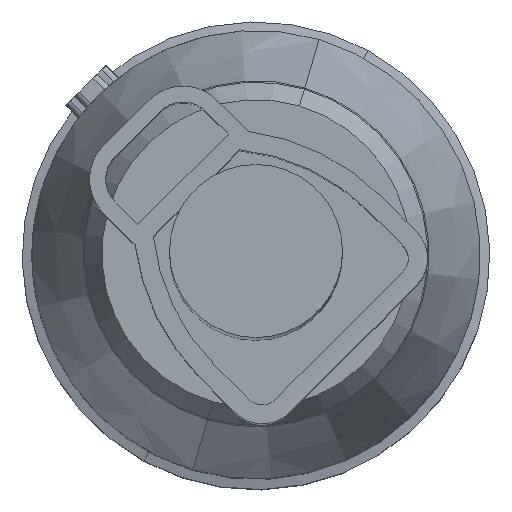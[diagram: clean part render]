
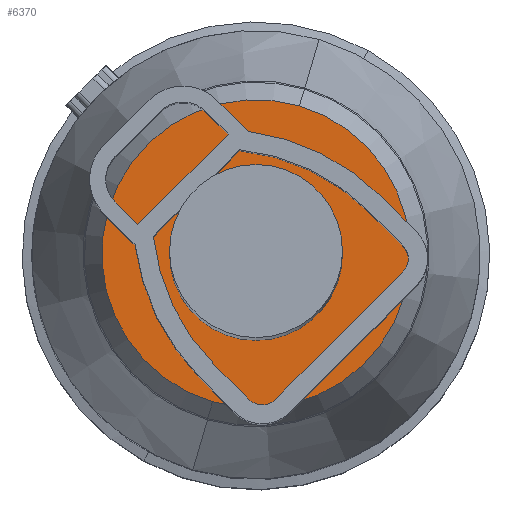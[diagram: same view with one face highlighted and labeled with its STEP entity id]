
A CAD part, top view. The second image highlights one B-rep face of the part: STEP entity #6370.
In plain terms, the highlighted planar face has unit normal (0, 0, 1).
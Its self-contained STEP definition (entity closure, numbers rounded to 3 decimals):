
#6255=AXIS2_PLACEMENT_3D('Circle Axis2P3D',#6253,#6254,$) ;
#6316=AXIS2_PLACEMENT_3D('Circle Axis2P3D',#6314,#6315,$) ;
#6346=AXIS2_PLACEMENT_3D('Plane Axis2P3D',#6343,#6344,#6345) ;
#6350=AXIS2_PLACEMENT_3D('Circle Axis2P3D',#6348,#6349,$) ;
#6359=AXIS2_PLACEMENT_3D('Circle Axis2P3D',#6357,#6358,$) ;
#6248=CARTESIAN_POINT('Vertex',(10.,7.3,44.)) ;
#6253=CARTESIAN_POINT('Axis2P3D Location',(7.3,7.3,44.)) ;
#6257=CARTESIAN_POINT('Vertex',(4.6,7.3,44.)) ;
#6314=CARTESIAN_POINT('Axis2P3D Location',(7.3,7.3,44.)) ;
#6343=CARTESIAN_POINT('Axis2P3D Location',(10.702,10.702,44.)) ;
#6348=CARTESIAN_POINT('Axis2P3D Location',(7.3,7.3,44.)) ;
#6352=CARTESIAN_POINT('Vertex',(8.655,11.917,44.)) ;
#6354=CARTESIAN_POINT('Vertex',(5.945,2.683,44.)) ;
#6357=CARTESIAN_POINT('Axis2P3D Location',(7.3,7.3,44.)) ;
#6254=DIRECTION('Axis2P3D Direction',(0.,0.,1.)) ;
#6315=DIRECTION('Axis2P3D Direction',(0.,0.,1.)) ;
#6344=DIRECTION('Axis2P3D Direction',(0.,0.,1.)) ;
#6345=DIRECTION('Axis2P3D XDirection',(-0.707,0.707,0.)) ;
#6349=DIRECTION('Axis2P3D Direction',(0.,0.,1.)) ;
#6358=DIRECTION('Axis2P3D Direction',(0.,0.,1.)) ;
#6363=ORIENTED_EDGE('',*,*,#6356,.T.) ;
#6364=ORIENTED_EDGE('',*,*,#6361,.T.) ;
#6367=ORIENTED_EDGE('',*,*,#6259,.F.) ;
#6368=ORIENTED_EDGE('',*,*,#6318,.F.) ;
#6369=FACE_BOUND('',#6366,.T.) ;
#6370=ADVANCED_FACE('Hauptk\X2\00F6\X0\rper',(#6365,#6369),#6347,.T.) ;
#6256=CIRCLE('generated circle',#6255,2.7) ;
#6317=CIRCLE('generated circle',#6316,2.7) ;
#6351=CIRCLE('generated circle',#6350,4.811) ;
#6360=CIRCLE('generated circle',#6359,4.811) ;
#6259=EDGE_CURVE('',#6249,#6258,#6256,.T.) ;
#6318=EDGE_CURVE('',#6258,#6249,#6317,.T.) ;
#6356=EDGE_CURVE('',#6353,#6355,#6351,.T.) ;
#6361=EDGE_CURVE('',#6355,#6353,#6360,.T.) ;
#6362=EDGE_LOOP('',(#6363,#6364)) ;
#6366=EDGE_LOOP('',(#6367,#6368)) ;
#6365=FACE_OUTER_BOUND('',#6362,.T.) ;
#6347=PLANE('',#6346) ;
#6249=VERTEX_POINT('',#6248) ;
#6258=VERTEX_POINT('',#6257) ;
#6353=VERTEX_POINT('',#6352) ;
#6355=VERTEX_POINT('',#6354) ;
